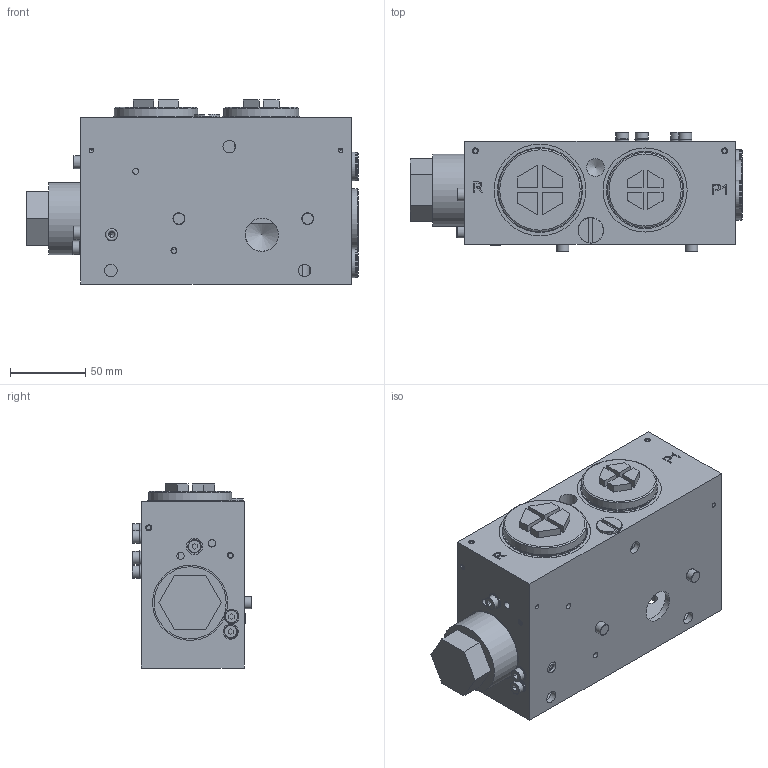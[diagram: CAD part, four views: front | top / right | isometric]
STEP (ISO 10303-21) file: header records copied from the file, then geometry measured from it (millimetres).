
FILE_DESCRIPTION(/* description */ ('Unknown'),/* implementation_level */ '2;1');
FILE_NAME(/* name */ '1441650_AP-2210-537R-step',/* time_stamp */ '2021-03-11T13:37:05+01:00',/* author */ ('Unknown'),/* organization */ ('Unknown'),/* preprocessor_version */ 'ST-DEVELOPER v16.7',/* originating_system */ 'DEX',/* authorisation */ $);
FILE_SCHEMA (('AUTOMOTIVE_DESIGN {1 0 10303 214 3 1 1}'));
Length unit declared in the file: millimetre
Products named in the file (33): AP-2210-537R-H; AP-2210-R01-121-E_oa_0; WU-4604-040; WU-4604-040_oa_1; WU-4604-040_oa_2; WW-5440-004_oa_3; WW-5440-004; WV-7305-005_oa_4; WU-4208-012_oa_5; WU-4208-012_oa_6; WT-2600-516; XO-0008-042_oa_7; WS-0051-120_oa_8; XO-0008-048_oa_9; WU-4604-040_oa_10; AP-2210-001-020-A_oa_11; WT-2000-057; WU-1505-006_oa_12; WU-1505-006_oa_13; WU-1505-006_oa_14; WS-0051-060_oa_15; AP-2210-001-018-A_oa_16; AP-2210-001-021_oa_17; WU-1505-006; WT-2604-124; AP-2210-001-019-D_oa_18; AP-1630-001-002; WT-2601-115; WT-4015-001_oa_19; HR-0111-039_oa_20; HR-0111-037_oa_21; AP-1610-001-024-A_oa_22; AP-1610-001-002-A_oa_23
Assembly tree (50 placements, depth 2):
  AP-2210-537R-H
    AP-2210-R01-121-E_oa_0
    WU-4604-040  x10
    WU-4604-040_oa_1
    WU-4604-040_oa_2
    WW-5440-004_oa_3
    WW-5440-004
    WV-7305-005_oa_4
    WU-4208-012_oa_5
    WU-4208-012_oa_6
    WT-2600-516
    XO-0008-042_oa_7
    WS-0051-120_oa_8
    XO-0008-048_oa_9
    WU-4604-040_oa_10
    AP-2210-001-020-A_oa_11
    WT-2000-057  x7
    WU-1505-006_oa_12
    WU-1505-006_oa_13
    WU-1505-006_oa_14
    WS-0051-060_oa_15
    AP-2210-001-018-A_oa_16
    AP-2210-001-021_oa_17
    WU-1505-006  x4
    WT-2604-124
    AP-2210-001-019-D_oa_18
    AP-1630-001-002
    WT-2601-115
    WT-4015-001_oa_19
    HR-0111-039_oa_20
    HR-0111-037_oa_21
    AP-1610-001-024-A_oa_22
    AP-1610-001-002-A_oa_23
Bounding box: 221 x 79.5 x 122.5 mm (x, y, z)
Volume: 706690.3 mm3; surface area: 202349.9 mm2
Topology: 49 solids, 49 shells, 1351 faces, 2797 edges, 1887 vertices
Faces by surface type: plane 701, cylinder 512, cone 90, torus 30, bspline 18
Full cylindrical faces by diameter (mm): 2 x10, 3 x17, 3.75 x130, 4 x161, 4.134 x13, 4.917 x10, 5 x7, 5.7 x7, 7.7 x14, 7.8 x1, 8 x4, 8.376 x3, 8.5 x7, 9 x7, 10 x2, 10.95 x1, 11 x2, 11.445 x3, 11.835 x6, 13 x2, 13.917 x1, 15 x2, 17 x3, 18.8 x2, 19 x4, 22 x1, 25.5 x1, 26.5 x1, 30.291 x1, 31.7 x1
Entity records: 27563 total; most frequent: CARTESIAN_POINT 6018, DIRECTION 3605, ORIENTED_EDGE 2976, EDGE_CURVE 1488, AXIS2_PLACEMENT_3D 1475, FACE_BOUND 1339, EDGE_LOOP 1308, VERTEX_POINT 1165
